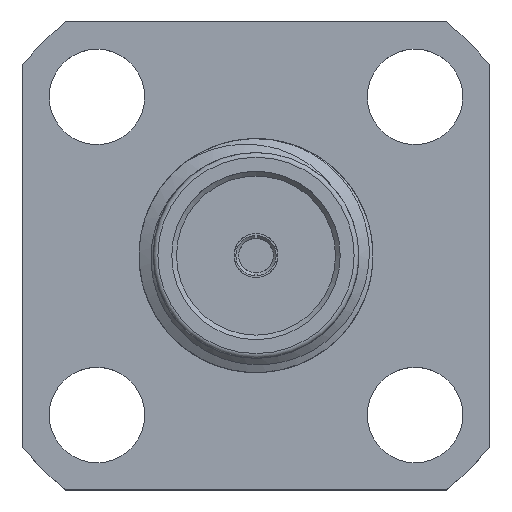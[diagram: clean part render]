
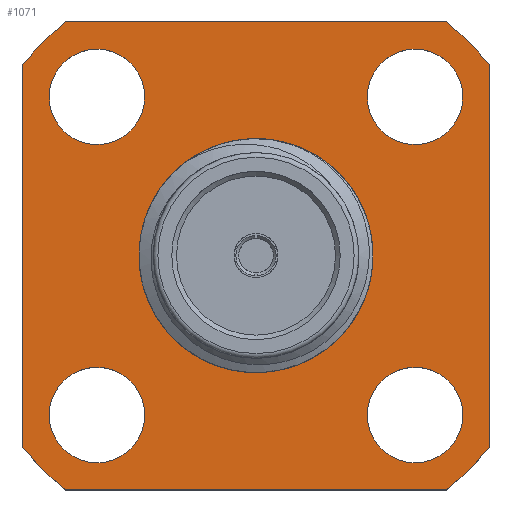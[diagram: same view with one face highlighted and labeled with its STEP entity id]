
A CAD part, top view. The second image highlights one B-rep face of the part: STEP entity #1071.
In plain terms, the highlighted planar face has unit normal (0, 0, 1).
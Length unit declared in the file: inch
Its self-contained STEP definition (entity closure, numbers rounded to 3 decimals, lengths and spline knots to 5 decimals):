
#18 = ORIENTED_EDGE ( 'NONE', *, *, #2617, .T. ) ;
#33 = CIRCLE ( 'NONE', #827, 0.32247 ) ;
#34 = CARTESIAN_POINT ( 'NONE',  ( -0.119, -0.17, 0. ) ) ;
#48 = VECTOR ( 'NONE', #1368, 39.37008 ) ;
#92 = PLANE ( 'NONE',  #1403 ) ;
#100 = CARTESIAN_POINT ( 'NONE',  ( 0., 0., 0. ) ) ;
#126 = FACE_BOUND ( 'NONE', #924, .T. ) ;
#141 = VERTEX_POINT ( 'NONE', #2054 ) ;
#147 = AXIS2_PLACEMENT_3D ( 'NONE', #506, #2300, #1494 ) ;
#148 = CIRCLE ( 'NONE', #2381, 0.32247 ) ;
#152 = CARTESIAN_POINT ( 'NONE',  ( 0., 0., 0. ) ) ;
#197 = ORIENTED_EDGE ( 'NONE', *, *, #1672, .T. ) ;
#207 = CARTESIAN_POINT ( 'NONE',  ( 0.17, -0.17, 0. ) ) ;
#261 = ORIENTED_EDGE ( 'NONE', *, *, #462, .F. ) ;
#303 = ORIENTED_EDGE ( 'NONE', *, *, #905, .F. ) ;
#379 = EDGE_CURVE ( 'NONE', #141, #471, #956, .T. ) ;
#383 = DIRECTION ( 'NONE',  ( 0., 0., 1. ) ) ;
#398 = DIRECTION ( 'NONE',  ( -1., 0., 0. ) ) ;
#400 = CARTESIAN_POINT ( 'NONE',  ( -0.20369, 0.25, 0. ) ) ;
#416 = CARTESIAN_POINT ( 'NONE',  ( -0.25, 0.25, 0. ) ) ;
#420 = CARTESIAN_POINT ( 'NONE',  ( 0.20369, -0.25, 0. ) ) ;
#462 = EDGE_CURVE ( 'NONE', #1880, #1880, #2211, .T. ) ;
#471 = VERTEX_POINT ( 'NONE', #2155 ) ;
#493 = EDGE_LOOP ( 'NONE', ( #1353 ) ) ;
#506 = CARTESIAN_POINT ( 'NONE',  ( 0., 0., 0. ) ) ;
#507 = CARTESIAN_POINT ( 'NONE',  ( -0.25, -0.20369, 0. ) ) ;
#515 = AXIS2_PLACEMENT_3D ( 'NONE', #1170, #997, #2022 ) ;
#529 = ORIENTED_EDGE ( 'NONE', *, *, #825, .F. ) ;
#539 = DIRECTION ( 'NONE',  ( -1., 0., 0. ) ) ;
#565 = AXIS2_PLACEMENT_3D ( 'NONE', #993, #2402, #1787 ) ;
#600 = LINE ( 'NONE', #416, #1689 ) ;
#614 = CIRCLE ( 'NONE', #565, 0.32247 ) ;
#681 = VERTEX_POINT ( 'NONE', #400 ) ;
#704 = EDGE_LOOP ( 'NONE', ( #2609 ) ) ;
#745 = ORIENTED_EDGE ( 'NONE', *, *, #1294, .T. ) ;
#813 = DIRECTION ( 'NONE',  ( 1., 0., 0. ) ) ;
#825 = EDGE_CURVE ( 'NONE', #1978, #1978, #1348, .T. ) ;
#827 = AXIS2_PLACEMENT_3D ( 'NONE', #2117, #909, #539 ) ;
#905 = EDGE_CURVE ( 'NONE', #1293, #681, #614, .T. ) ;
#907 = DIRECTION ( 'NONE',  ( 0., 0., -1. ) ) ;
#909 = DIRECTION ( 'NONE',  ( 0., 0., -1. ) ) ;
#920 = VECTOR ( 'NONE', #2548, 39.37008 ) ;
#924 = EDGE_LOOP ( 'NONE', ( #1779 ) ) ;
#956 = LINE ( 'NONE', #1561, #920 ) ;
#985 = VECTOR ( 'NONE', #1831, 39.37008 ) ;
#993 = CARTESIAN_POINT ( 'NONE',  ( 0., 0., 0. ) ) ;
#997 = DIRECTION ( 'NONE',  ( 0., 0., 1. ) ) ;
#1002 = LINE ( 'NONE', #2386, #48 ) ;
#1010 = AXIS2_PLACEMENT_3D ( 'NONE', #2364, #383, #2405 ) ;
#1039 = EDGE_CURVE ( 'NONE', #141, #2159, #33, .T. ) ;
#1071 = ADVANCED_FACE ( 'NONE', ( #2147, #126, #1864, #2329, #2269, #1544 ), #92, .F. ) ;
#1074 = VERTEX_POINT ( 'NONE', #507 ) ;
#1170 = CARTESIAN_POINT ( 'NONE',  ( -0.17, -0.17, 0. ) ) ;
#1182 = EDGE_CURVE ( 'NONE', #2169, #2169, #1506, .T. ) ;
#1219 = DIRECTION ( 'NONE',  ( 1., 0., 0. ) ) ;
#1234 = AXIS2_PLACEMENT_3D ( 'NONE', #2432, #1834, #1219 ) ;
#1288 = ORIENTED_EDGE ( 'NONE', *, *, #1039, .F. ) ;
#1293 = VERTEX_POINT ( 'NONE', #2133 ) ;
#1294 = EDGE_CURVE ( 'NONE', #2538, #2159, #2178, .T. ) ;
#1348 = CIRCLE ( 'NONE', #1234, 0.051 ) ;
#1353 = ORIENTED_EDGE ( 'NONE', *, *, #2017, .T. ) ;
#1368 = DIRECTION ( 'NONE',  ( 0., -1., 0. ) ) ;
#1391 = CARTESIAN_POINT ( 'NONE',  ( -0.20369, -0.25, 0. ) ) ;
#1403 = AXIS2_PLACEMENT_3D ( 'NONE', #100, #1704, #1724 ) ;
#1411 = CIRCLE ( 'NONE', #147, 0.32247 ) ;
#1428 = CARTESIAN_POINT ( 'NONE',  ( -0.25, -0.25, 0. ) ) ;
#1494 = DIRECTION ( 'NONE',  ( 1., 0., 0. ) ) ;
#1506 = CIRCLE ( 'NONE', #515, 0.051 ) ;
#1544 = FACE_OUTER_BOUND ( 'NONE', #1997, .T. ) ;
#1561 = CARTESIAN_POINT ( 'NONE',  ( 0.25, -0.25, 0. ) ) ;
#1570 = CARTESIAN_POINT ( 'NONE',  ( 0., 0., 0. ) ) ;
#1581 = AXIS2_PLACEMENT_3D ( 'NONE', #152, #907, #1694 ) ;
#1582 = ORIENTED_EDGE ( 'NONE', *, *, #2599, .F. ) ;
#1619 = ORIENTED_EDGE ( 'NONE', *, *, #2564, .T. ) ;
#1672 = EDGE_CURVE ( 'NONE', #471, #2245, #1411, .T. ) ;
#1676 = EDGE_LOOP ( 'NONE', ( #261 ) ) ;
#1683 = EDGE_LOOP ( 'NONE', ( #529 ) ) ;
#1689 = VECTOR ( 'NONE', #398, 39.37008 ) ;
#1694 = DIRECTION ( 'NONE',  ( -1., 0., 0. ) ) ;
#1704 = DIRECTION ( 'NONE',  ( 0., 0., -1. ) ) ;
#1724 = DIRECTION ( 'NONE',  ( -1., 0., 0. ) ) ;
#1777 = DIRECTION ( 'NONE',  ( 0., 0., -1. ) ) ;
#1779 = ORIENTED_EDGE ( 'NONE', *, *, #1182, .F. ) ;
#1787 = DIRECTION ( 'NONE',  ( -1., 0., 0. ) ) ;
#1791 = DIRECTION ( 'NONE',  ( 0., 0., 1. ) ) ;
#1831 = DIRECTION ( 'NONE',  ( 1., 0., 0. ) ) ;
#1834 = DIRECTION ( 'NONE',  ( 0., 0., 1. ) ) ;
#1856 = VERTEX_POINT ( 'NONE', #2243 ) ;
#1859 = AXIS2_PLACEMENT_3D ( 'NONE', #207, #1791, #813 ) ;
#1864 = FACE_BOUND ( 'NONE', #704, .T. ) ;
#1880 = VERTEX_POINT ( 'NONE', #2203 ) ;
#1978 = VERTEX_POINT ( 'NONE', #2619 ) ;
#1997 = EDGE_LOOP ( 'NONE', ( #303, #1619, #1582, #745, #1288, #2417, #197, #18 ) ) ;
#2000 = DIRECTION ( 'NONE',  ( -1., 0., 0. ) ) ;
#2017 = EDGE_CURVE ( 'NONE', #2614, #2614, #2046, .T. ) ;
#2022 = DIRECTION ( 'NONE',  ( 1., 0., 0. ) ) ;
#2046 = CIRCLE ( 'NONE', #1581, 0.11989 ) ;
#2054 = CARTESIAN_POINT ( 'NONE',  ( 0.25, -0.20369, 0. ) ) ;
#2069 = EDGE_CURVE ( 'NONE', #1856, #1856, #2072, .T. ) ;
#2072 = CIRCLE ( 'NONE', #1859, 0.051 ) ;
#2117 = CARTESIAN_POINT ( 'NONE',  ( 0., 0., 0. ) ) ;
#2133 = CARTESIAN_POINT ( 'NONE',  ( -0.25, 0.20369, 0. ) ) ;
#2147 = FACE_BOUND ( 'NONE', #493, .T. ) ;
#2155 = CARTESIAN_POINT ( 'NONE',  ( 0.25, 0.20369, 0. ) ) ;
#2159 = VERTEX_POINT ( 'NONE', #420 ) ;
#2169 = VERTEX_POINT ( 'NONE', #34 ) ;
#2178 = LINE ( 'NONE', #1428, #985 ) ;
#2203 = CARTESIAN_POINT ( 'NONE',  ( -0.119, 0.17, 0. ) ) ;
#2205 = CARTESIAN_POINT ( 'NONE',  ( 0.20369, 0.25, 0. ) ) ;
#2211 = CIRCLE ( 'NONE', #1010, 0.051 ) ;
#2212 = CARTESIAN_POINT ( 'NONE',  ( -0.11989, 0., 0. ) ) ;
#2243 = CARTESIAN_POINT ( 'NONE',  ( 0.221, -0.17, 0. ) ) ;
#2245 = VERTEX_POINT ( 'NONE', #2205 ) ;
#2269 = FACE_BOUND ( 'NONE', #1676, .T. ) ;
#2300 = DIRECTION ( 'NONE',  ( 0., 0., 1. ) ) ;
#2329 = FACE_BOUND ( 'NONE', #1683, .T. ) ;
#2364 = CARTESIAN_POINT ( 'NONE',  ( -0.17, 0.17, 0. ) ) ;
#2381 = AXIS2_PLACEMENT_3D ( 'NONE', #1570, #1777, #2000 ) ;
#2386 = CARTESIAN_POINT ( 'NONE',  ( -0.25, -0.25, 0. ) ) ;
#2402 = DIRECTION ( 'NONE',  ( 0., 0., -1. ) ) ;
#2405 = DIRECTION ( 'NONE',  ( 1., 0., 0. ) ) ;
#2417 = ORIENTED_EDGE ( 'NONE', *, *, #379, .T. ) ;
#2432 = CARTESIAN_POINT ( 'NONE',  ( 0.17, 0.17, 0. ) ) ;
#2538 = VERTEX_POINT ( 'NONE', #1391 ) ;
#2548 = DIRECTION ( 'NONE',  ( 0., 1., 0. ) ) ;
#2564 = EDGE_CURVE ( 'NONE', #1293, #1074, #1002, .T. ) ;
#2599 = EDGE_CURVE ( 'NONE', #2538, #1074, #148, .T. ) ;
#2609 = ORIENTED_EDGE ( 'NONE', *, *, #2069, .F. ) ;
#2614 = VERTEX_POINT ( 'NONE', #2212 ) ;
#2617 = EDGE_CURVE ( 'NONE', #2245, #681, #600, .T. ) ;
#2619 = CARTESIAN_POINT ( 'NONE',  ( 0.221, 0.17, 0. ) ) ;
